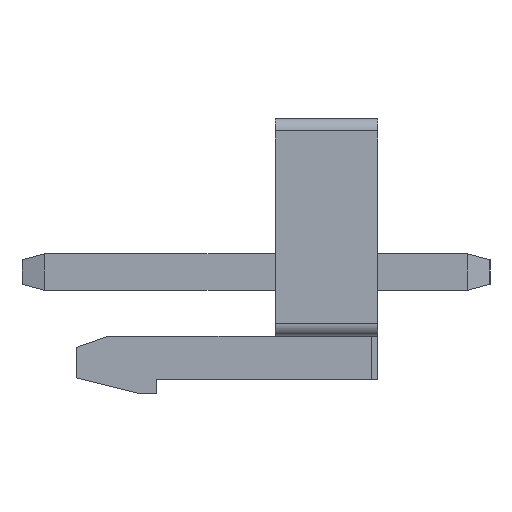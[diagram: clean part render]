
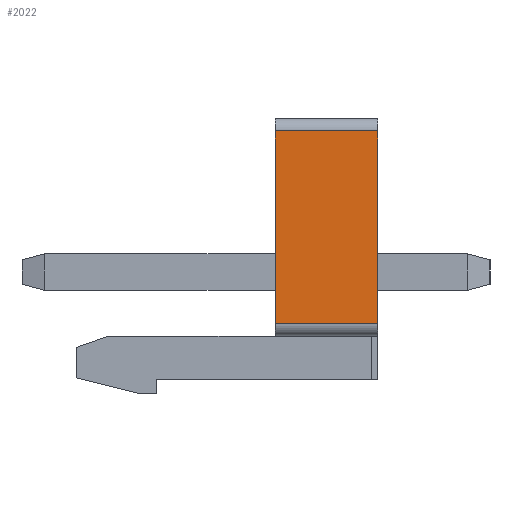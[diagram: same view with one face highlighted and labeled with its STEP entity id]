
A CAD part, left-side view. The second image highlights one B-rep face of the part: STEP entity #2022.
In plain terms, the highlighted planar face has unit normal (-1, 0, 0).
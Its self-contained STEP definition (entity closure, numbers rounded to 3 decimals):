
#1792 = VERTEX_POINT('',#1793);
#1793 = CARTESIAN_POINT('',(-11.85,3.2,-1.6));
#1805 = VERTEX_POINT('',#1806);
#1806 = CARTESIAN_POINT('',(-11.85,3.2,4.4));
#1813 = EDGE_CURVE('',#1792,#1805,#1814,.T.);
#1814 = LINE('',#1815,#1816);
#1815 = CARTESIAN_POINT('',(-11.85,3.2,4.4));
#1816 = VECTOR('',#1817,1.);
#1817 = DIRECTION('',(0.,0.,1.));
#1862 = VERTEX_POINT('',#1863);
#1863 = CARTESIAN_POINT('',(-11.85,0.,4.4));
#1872 = EDGE_CURVE('',#1805,#1862,#1873,.T.);
#1873 = LINE('',#1874,#1875);
#1874 = CARTESIAN_POINT('',(-11.85,3.2,4.4));
#1875 = VECTOR('',#1876,1.);
#1876 = DIRECTION('',(-0.,-1.,-0.));
#1889 = EDGE_CURVE('',#1890,#1862,#1892,.T.);
#1890 = VERTEX_POINT('',#1891);
#1891 = CARTESIAN_POINT('',(-11.85,0.,-1.6));
#1892 = LINE('',#1893,#1894);
#1893 = CARTESIAN_POINT('',(-11.85,0.,4.4));
#1894 = VECTOR('',#1895,1.);
#1895 = DIRECTION('',(0.,0.,1.));
#2010 = EDGE_CURVE('',#1792,#1890,#2011,.T.);
#2011 = LINE('',#2012,#2013);
#2012 = CARTESIAN_POINT('',(-11.85,3.2,-1.6));
#2013 = VECTOR('',#2014,1.);
#2014 = DIRECTION('',(-0.,-1.,-0.));
#2022 = ADVANCED_FACE('',(#2023),#2029,.F.);
#2023 = FACE_BOUND('',#2024,.T.);
#2024 = EDGE_LOOP('',(#2025,#2026,#2027,#2028));
#2025 = ORIENTED_EDGE('',*,*,#1889,.T.);
#2026 = ORIENTED_EDGE('',*,*,#1872,.F.);
#2027 = ORIENTED_EDGE('',*,*,#1813,.F.);
#2028 = ORIENTED_EDGE('',*,*,#2010,.T.);
#2029 = PLANE('',#2030);
#2030 = AXIS2_PLACEMENT_3D('',#2031,#2032,#2033);
#2031 = CARTESIAN_POINT('',(-11.85,3.2,4.4));
#2032 = DIRECTION('',(1.,0.,0.));
#2033 = DIRECTION('',(0.,0.,-1.));
